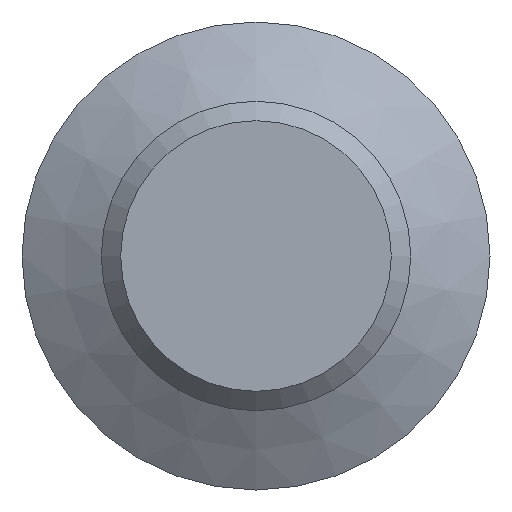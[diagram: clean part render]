
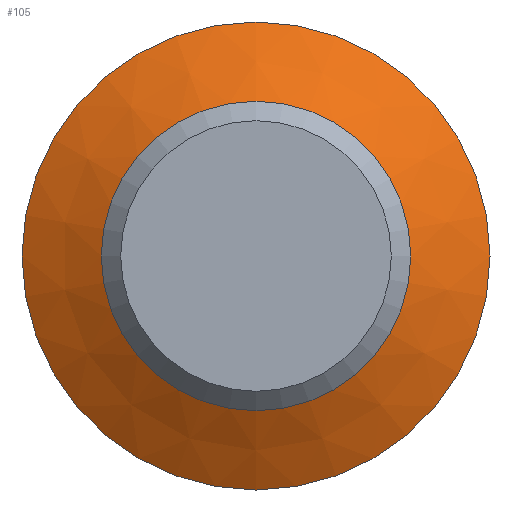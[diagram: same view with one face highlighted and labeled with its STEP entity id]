
A CAD part, left-side view. The second image highlights one B-rep face of the part: STEP entity #105.
In plain terms, the highlighted conical face has half-angle 60 degrees and reference radius 3 mm.
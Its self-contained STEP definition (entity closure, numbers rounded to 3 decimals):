
#21=FACE_OUTER_BOUND('',#27,.T.);
#27=EDGE_LOOP('',(#85,#86,#87,#88,#89,#90));
#33=LINE('',#204,#37);
#37=VECTOR('',#169,3.);
#43=CIRCLE('',#135,1.984);
#44=CIRCLE('',#136,1.984);
#45=CIRCLE('',#138,3.);
#46=CIRCLE('',#139,3.);
#53=VERTEX_POINT('',#195);
#54=VERTEX_POINT('',#197);
#55=VERTEX_POINT('',#201);
#56=VERTEX_POINT('',#202);
#65=EDGE_CURVE('',#53,#54,#43,.T.);
#66=EDGE_CURVE('',#54,#53,#44,.T.);
#67=EDGE_CURVE('',#55,#56,#45,.T.);
#68=EDGE_CURVE('',#56,#54,#33,.T.);
#69=EDGE_CURVE('',#56,#55,#46,.T.);
#85=ORIENTED_EDGE('',*,*,#67,.T.);
#86=ORIENTED_EDGE('',*,*,#68,.T.);
#87=ORIENTED_EDGE('',*,*,#65,.F.);
#88=ORIENTED_EDGE('',*,*,#66,.F.);
#89=ORIENTED_EDGE('',*,*,#68,.F.);
#90=ORIENTED_EDGE('',*,*,#69,.T.);
#102=CONICAL_SURFACE('',#137,3.,1.047);
#105=ADVANCED_FACE('',(#21),#102,.T.);
#135=AXIS2_PLACEMENT_3D('',#198,#161,#162);
#136=AXIS2_PLACEMENT_3D('',#199,#163,#164);
#137=AXIS2_PLACEMENT_3D('',#200,#165,#166);
#138=AXIS2_PLACEMENT_3D('',#203,#167,#168);
#139=AXIS2_PLACEMENT_3D('',#205,#170,#171);
#161=DIRECTION('center_axis',(-1.,0.,0.));
#162=DIRECTION('ref_axis',(0.,0.,1.));
#163=DIRECTION('center_axis',(-1.,0.,0.));
#164=DIRECTION('ref_axis',(0.,0.,1.));
#165=DIRECTION('center_axis',(1.,0.,0.));
#166=DIRECTION('ref_axis',(0.,0.,-1.));
#167=DIRECTION('center_axis',(-1.,0.,0.));
#168=DIRECTION('ref_axis',(0.,0.,1.));
#169=DIRECTION('',(-0.5,0.,-0.866));
#170=DIRECTION('center_axis',(-1.,0.,0.));
#171=DIRECTION('ref_axis',(0.,0.,1.));
#195=CARTESIAN_POINT('',(5.414,0.,-1.984));
#197=CARTESIAN_POINT('',(5.414,0.,1.984));
#198=CARTESIAN_POINT('Origin',(5.414,0.,0.));
#199=CARTESIAN_POINT('Origin',(5.414,0.,0.));
#200=CARTESIAN_POINT('Origin',(6.,0.,0.));
#201=CARTESIAN_POINT('',(6.,0.,-3.));
#202=CARTESIAN_POINT('',(6.,0.,3.));
#203=CARTESIAN_POINT('Origin',(6.,0.,0.));
#204=CARTESIAN_POINT('',(6.,0.,3.));
#205=CARTESIAN_POINT('Origin',(6.,0.,0.));
